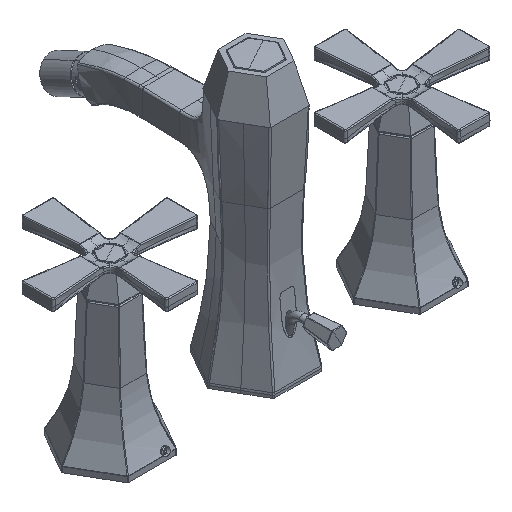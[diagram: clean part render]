
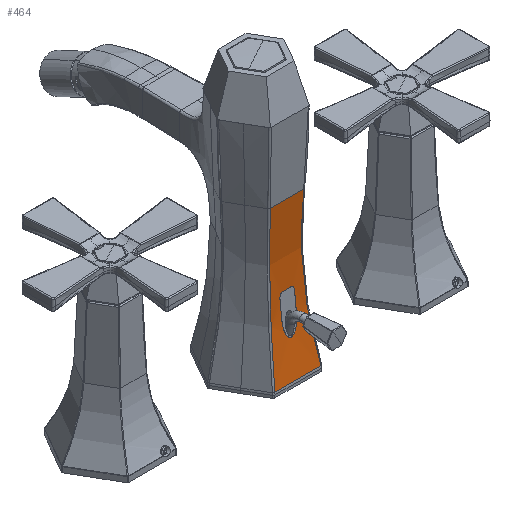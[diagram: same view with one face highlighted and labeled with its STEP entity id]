
A CAD part, isometric view. The second image highlights one B-rep face of the part: STEP entity #464.
In plain terms, the highlighted cylindrical face has radius 275 mm (diameter 550 mm), a partial arc.
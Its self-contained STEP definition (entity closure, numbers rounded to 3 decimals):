
#320=CARTESIAN_POINT('Vertex',(4.,-17.041,40.109)) ;
#327=CARTESIAN_POINT('Vertex',(4.,-18.073,30.144)) ;
#330=CARTESIAN_POINT('Axis2P3D Location',(4.,-291.051,63.432)) ;
#342=CARTESIAN_POINT('Axis2P3D Location',(7.154,-291.051,63.432)) ;
#348=CARTESIAN_POINT('Control Point',(-12.644,-22.876,2.544)) ;
#349=CARTESIAN_POINT('Control Point',(-9.99,-18.294,22.723)) ;
#350=CARTESIAN_POINT('Control Point',(-8.489,-15.704,43.504)) ;
#351=CARTESIAN_POINT('Control Point',(-8.234,-15.264,64.503)) ;
#352=CARTESIAN_POINT('Control Point',(-9.193,-16.92,85.279)) ;
#353=CARTESIAN_POINT('Vertex',(-12.644,-22.876,2.544)) ;
#355=CARTESIAN_POINT('Vertex',(-9.193,-16.92,85.279)) ;
#358=CARTESIAN_POINT('Line Origine',(0.,-22.876,2.544)) ;
#362=CARTESIAN_POINT('Vertex',(12.644,-22.876,2.544)) ;
#366=CARTESIAN_POINT('Control Point',(12.644,-22.876,2.544)) ;
#367=CARTESIAN_POINT('Control Point',(9.99,-18.294,22.723)) ;
#368=CARTESIAN_POINT('Control Point',(8.489,-15.704,43.504)) ;
#369=CARTESIAN_POINT('Control Point',(8.234,-15.264,64.503)) ;
#370=CARTESIAN_POINT('Control Point',(9.193,-16.92,85.279)) ;
#371=CARTESIAN_POINT('Vertex',(9.193,-16.92,85.279)) ;
#374=CARTESIAN_POINT('Line Origine',(0.,-16.92,85.279)) ;
#386=CARTESIAN_POINT('Control Point',(4.,-17.041,40.109)) ;
#387=CARTESIAN_POINT('Control Point',(4.,-16.987,40.75)) ;
#388=CARTESIAN_POINT('Control Point',(3.782,-16.934,41.386)) ;
#389=CARTESIAN_POINT('Control Point',(3.344,-16.89,41.963)) ;
#390=CARTESIAN_POINT('Control Point',(2.67,-16.866,42.273)) ;
#391=CARTESIAN_POINT('Control Point',(2.,-16.866,42.273)) ;
#392=CARTESIAN_POINT('Vertex',(2.,-16.866,42.273)) ;
#396=CARTESIAN_POINT('Control Point',(0.,-19.365,20.867)) ;
#397=CARTESIAN_POINT('Control Point',(0.215,-19.365,20.867)) ;
#398=CARTESIAN_POINT('Control Point',(0.431,-19.36,20.899)) ;
#399=CARTESIAN_POINT('Control Point',(0.638,-19.349,20.964)) ;
#400=CARTESIAN_POINT('Control Point',(1.179,-19.311,21.21)) ;
#401=CARTESIAN_POINT('Control Point',(1.619,-19.251,21.595)) ;
#402=CARTESIAN_POINT('Control Point',(1.863,-19.21,21.867)) ;
#403=CARTESIAN_POINT('Control Point',(2.518,-19.076,22.744)) ;
#404=CARTESIAN_POINT('Control Point',(2.96,-18.93,23.731)) ;
#405=CARTESIAN_POINT('Control Point',(3.201,-18.833,24.401)) ;
#406=CARTESIAN_POINT('Control Point',(3.636,-18.616,25.938)) ;
#407=CARTESIAN_POINT('Control Point',(3.874,-18.405,27.511)) ;
#408=CARTESIAN_POINT('Control Point',(3.959,-18.29,28.388)) ;
#409=CARTESIAN_POINT('Control Point',(4.,-18.18,29.266)) ;
#410=CARTESIAN_POINT('Control Point',(4.,-18.073,30.144)) ;
#411=CARTESIAN_POINT('Vertex',(0.,-19.365,20.867)) ;
#415=CARTESIAN_POINT('Control Point',(0.,-19.365,20.867)) ;
#416=CARTESIAN_POINT('Control Point',(-0.215,-19.365,20.867)) ;
#417=CARTESIAN_POINT('Control Point',(-0.431,-19.36,20.899)) ;
#418=CARTESIAN_POINT('Control Point',(-0.638,-19.349,20.964)) ;
#419=CARTESIAN_POINT('Control Point',(-1.179,-19.311,21.21)) ;
#420=CARTESIAN_POINT('Control Point',(-1.619,-19.251,21.595)) ;
#421=CARTESIAN_POINT('Control Point',(-1.863,-19.21,21.867)) ;
#422=CARTESIAN_POINT('Control Point',(-2.518,-19.076,22.744)) ;
#423=CARTESIAN_POINT('Control Point',(-2.96,-18.93,23.731)) ;
#424=CARTESIAN_POINT('Control Point',(-3.201,-18.833,24.401)) ;
#425=CARTESIAN_POINT('Control Point',(-3.636,-18.616,25.938)) ;
#426=CARTESIAN_POINT('Control Point',(-3.874,-18.405,27.511)) ;
#427=CARTESIAN_POINT('Control Point',(-3.959,-18.29,28.388)) ;
#428=CARTESIAN_POINT('Control Point',(-4.,-18.18,29.266)) ;
#429=CARTESIAN_POINT('Control Point',(-4.,-18.073,30.144)) ;
#430=CARTESIAN_POINT('Vertex',(-4.,-18.073,30.144)) ;
#433=CARTESIAN_POINT('Axis2P3D Location',(-4.,-291.051,63.432)) ;
#437=CARTESIAN_POINT('Vertex',(-4.,-17.041,40.109)) ;
#441=CARTESIAN_POINT('Control Point',(-4.,-17.041,40.109)) ;
#442=CARTESIAN_POINT('Control Point',(-4.,-16.987,40.75)) ;
#443=CARTESIAN_POINT('Control Point',(-3.782,-16.934,41.386)) ;
#444=CARTESIAN_POINT('Control Point',(-3.344,-16.89,41.963)) ;
#445=CARTESIAN_POINT('Control Point',(-2.67,-16.866,42.273)) ;
#446=CARTESIAN_POINT('Control Point',(-2.,-16.866,42.273)) ;
#447=CARTESIAN_POINT('Vertex',(-2.,-16.866,42.273)) ;
#450=CARTESIAN_POINT('Line Origine',(0.,-16.866,42.273)) ;
#331=DIRECTION('Axis2P3D Direction',(1.,0.,-0.)) ;
#343=DIRECTION('Axis2P3D Direction',(1.,0.,0.)) ;
#344=DIRECTION('Axis2P3D XDirection',(0.,-0.997,0.072)) ;
#359=DIRECTION('Vector Direction',(1.,0.,0.)) ;
#375=DIRECTION('Vector Direction',(1.,0.,0.)) ;
#434=DIRECTION('Axis2P3D Direction',(1.,0.,0.)) ;
#451=DIRECTION('Vector Direction',(1.,0.,0.)) ;
#332=AXIS2_PLACEMENT_3D('Circle Axis2P3D',#330,#331,$) ;
#345=AXIS2_PLACEMENT_3D('Cylinder Axis2P3D',#342,#343,#344) ;
#435=AXIS2_PLACEMENT_3D('Circle Axis2P3D',#433,#434,$) ;
#380=ORIENTED_EDGE('',*,*,#357,.F.) ;
#381=ORIENTED_EDGE('',*,*,#364,.T.) ;
#382=ORIENTED_EDGE('',*,*,#373,.T.) ;
#383=ORIENTED_EDGE('',*,*,#378,.F.) ;
#456=ORIENTED_EDGE('',*,*,#394,.F.) ;
#457=ORIENTED_EDGE('',*,*,#334,.F.) ;
#458=ORIENTED_EDGE('',*,*,#413,.F.) ;
#459=ORIENTED_EDGE('',*,*,#432,.T.) ;
#460=ORIENTED_EDGE('',*,*,#439,.T.) ;
#461=ORIENTED_EDGE('',*,*,#449,.T.) ;
#462=ORIENTED_EDGE('',*,*,#454,.T.) ;
#463=FACE_BOUND('',#455,.T.) ;
#360=VECTOR('Line Direction',#359,1.) ;
#376=VECTOR('Line Direction',#375,1.) ;
#452=VECTOR('Line Direction',#451,1.) ;
#464=ADVANCED_FACE('P32958.1\\PartBody',(#384,#463),#346,.F.) ;
#347=B_SPLINE_CURVE_WITH_KNOTS('',4,(#348,#349,#350,#351,#352),.UNSPECIFIED.,.F.,.U.,(5,5),(23.8,141.819),.UNSPECIFIED.) ;
#365=B_SPLINE_CURVE_WITH_KNOTS('',4,(#366,#367,#368,#369,#370),.UNSPECIFIED.,.F.,.U.,(5,5),(23.8,141.819),.UNSPECIFIED.) ;
#385=B_SPLINE_CURVE_WITH_KNOTS('',5,(#386,#387,#388,#389,#390,#391),.UNSPECIFIED.,.F.,.U.,(6,6),(5.553,9.296),.UNSPECIFIED.) ;
#395=B_SPLINE_CURVE_WITH_KNOTS('',5,(#396,#397,#398,#399,#400,#401,#402,#403,#404,#405,#406,#407,#408,#409,#410),.UNSPECIFIED.,.F.,.U.,(6,3,3,3,6),(4.467,5.814,8.24,13.161,19.287),.UNSPECIFIED.) ;
#414=B_SPLINE_CURVE_WITH_KNOTS('',5,(#415,#416,#417,#418,#419,#420,#421,#422,#423,#424,#425,#426,#427,#428,#429),.UNSPECIFIED.,.F.,.U.,(6,3,3,3,6),(4.467,5.814,8.24,13.161,19.287),.UNSPECIFIED.) ;
#440=B_SPLINE_CURVE_WITH_KNOTS('',5,(#441,#442,#443,#444,#445,#446),.UNSPECIFIED.,.F.,.U.,(6,6),(5.553,9.296),.UNSPECIFIED.) ;
#333=CIRCLE('generated circle',#332,275.) ;
#436=CIRCLE('generated circle',#435,275.) ;
#346=CYLINDRICAL_SURFACE('generated cylinder',#345,275.) ;
#334=EDGE_CURVE('',#328,#321,#333,.T.) ;
#357=EDGE_CURVE('',#354,#356,#347,.T.) ;
#364=EDGE_CURVE('',#354,#363,#361,.T.) ;
#373=EDGE_CURVE('',#363,#372,#365,.T.) ;
#378=EDGE_CURVE('',#356,#372,#377,.T.) ;
#394=EDGE_CURVE('',#321,#393,#385,.T.) ;
#413=EDGE_CURVE('',#412,#328,#395,.T.) ;
#432=EDGE_CURVE('',#412,#431,#414,.T.) ;
#439=EDGE_CURVE('',#431,#438,#436,.T.) ;
#449=EDGE_CURVE('',#438,#448,#440,.T.) ;
#454=EDGE_CURVE('',#448,#393,#453,.T.) ;
#379=EDGE_LOOP('',(#380,#381,#382,#383)) ;
#455=EDGE_LOOP('',(#456,#457,#458,#459,#460,#461,#462)) ;
#384=FACE_OUTER_BOUND('',#379,.T.) ;
#361=LINE('Line',#358,#360) ;
#377=LINE('Line',#374,#376) ;
#453=LINE('Line',#450,#452) ;
#321=VERTEX_POINT('',#320) ;
#328=VERTEX_POINT('',#327) ;
#354=VERTEX_POINT('',#353) ;
#356=VERTEX_POINT('',#355) ;
#363=VERTEX_POINT('',#362) ;
#372=VERTEX_POINT('',#371) ;
#393=VERTEX_POINT('',#392) ;
#412=VERTEX_POINT('',#411) ;
#431=VERTEX_POINT('',#430) ;
#438=VERTEX_POINT('',#437) ;
#448=VERTEX_POINT('',#447) ;
